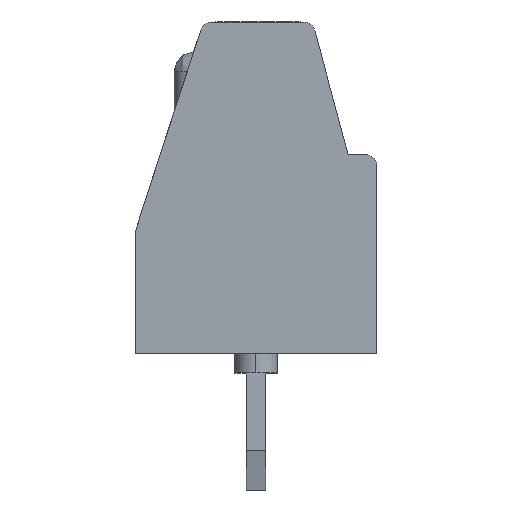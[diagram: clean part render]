
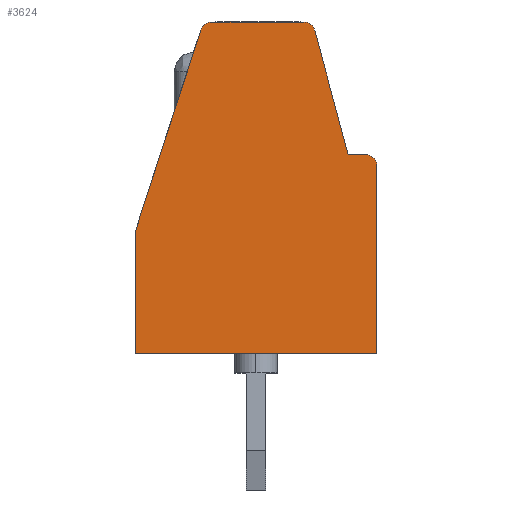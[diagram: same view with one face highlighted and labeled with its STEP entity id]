
A CAD part, left-side view. The second image highlights one B-rep face of the part: STEP entity #3624.
In plain terms, the highlighted planar face has unit normal (-1, 0, 0).
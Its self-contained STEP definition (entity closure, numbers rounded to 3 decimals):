
#10 = ORIENTED_EDGE ( 'NONE', *, *, #4076, .F. ) ;
#114 = CARTESIAN_POINT ( 'NONE',  ( -6.58, -1.22, 8.5 ) ) ;
#124 = CARTESIAN_POINT ( 'NONE',  ( -6.58, 3.1, 3.114 ) ) ;
#321 = DIRECTION ( 'NONE',  ( 1., 0., 0. ) ) ;
#365 = CARTESIAN_POINT ( 'NONE',  ( -6.58, -1.22, 8.2 ) ) ;
#549 = EDGE_CURVE ( 'NONE', #5773, #7038, #7754, .T. ) ;
#557 = VECTOR ( 'NONE', #8183, 1000. ) ;
#570 = CIRCLE ( 'NONE', #3181, 0.3 ) ;
#639 = CARTESIAN_POINT ( 'NONE',  ( -6.58, -2.361, 5.1 ) ) ;
#875 = VERTEX_POINT ( 'NONE', #6321 ) ;
#1099 = DIRECTION ( 'NONE',  ( 0., 1., 0. ) ) ;
#1190 = DIRECTION ( 'NONE',  ( 1., 0., 0. ) ) ;
#1834 = DIRECTION ( 'NONE',  ( 0., -0.309, 0.951 ) ) ;
#2015 = EDGE_CURVE ( 'NONE', #8404, #3522, #3965, .T. ) ;
#2077 = EDGE_CURVE ( 'NONE', #2712, #2496, #5803, .T. ) ;
#2172 = CARTESIAN_POINT ( 'NONE',  ( -6.58, -3.1, 0. ) ) ;
#2177 = CARTESIAN_POINT ( 'NONE',  ( -6.58, -3.1, -6.451 ) ) ;
#2384 = VECTOR ( 'NONE', #2574, 1000. ) ;
#2496 = VERTEX_POINT ( 'NONE', #8233 ) ;
#2567 = CIRCLE ( 'NONE', #7515, 0.3 ) ;
#2574 = DIRECTION ( 'NONE',  ( 0., -0.259, -0.966 ) ) ;
#2591 = CIRCLE ( 'NONE', #5747, 0.3 ) ;
#2643 = VECTOR ( 'NONE', #2864, 1000. ) ;
#2712 = VERTEX_POINT ( 'NONE', #2172 ) ;
#2749 = VERTEX_POINT ( 'NONE', #8750 ) ;
#2814 = PLANE ( 'NONE',  #4687 ) ;
#2864 = DIRECTION ( 'NONE',  ( 0., 0., 1. ) ) ;
#2888 = CARTESIAN_POINT ( 'NONE',  ( -6.58, 21.223, -6.451 ) ) ;
#3098 = EDGE_CURVE ( 'NONE', #875, #5773, #4185, .T. ) ;
#3181 = AXIS2_PLACEMENT_3D ( 'NONE', #365, #1190, #7039 ) ;
#3322 = CARTESIAN_POINT ( 'NONE',  ( -6.58, 1.132, 8.2 ) ) ;
#3401 = CARTESIAN_POINT ( 'NONE',  ( -6.58, 1.132, 8.5 ) ) ;
#3522 = VERTEX_POINT ( 'NONE', #114 ) ;
#3624 = ADVANCED_FACE ( 'NONE', ( #4310 ), #2814, .F. ) ;
#3965 = LINE ( 'NONE', #10402, #9610 ) ;
#4004 = VECTOR ( 'NONE', #1834, 1000. ) ;
#4012 = CARTESIAN_POINT ( 'NONE',  ( -6.58, 3.1, 3.114 ) ) ;
#4076 = EDGE_CURVE ( 'NONE', #2749, #8404, #2591, .T. ) ;
#4150 = ORIENTED_EDGE ( 'NONE', *, *, #3098, .F. ) ;
#4185 = LINE ( 'NONE', #10264, #2384 ) ;
#4310 = FACE_OUTER_BOUND ( 'NONE', #8929, .T. ) ;
#4511 = CARTESIAN_POINT ( 'NONE',  ( -6.58, -3.1, 4.8 ) ) ;
#4687 = AXIS2_PLACEMENT_3D ( 'NONE', #2888, #9517, #1099 ) ;
#4713 = VERTEX_POINT ( 'NONE', #4012 ) ;
#5117 = EDGE_CURVE ( 'NONE', #3522, #875, #570, .T. ) ;
#5503 = VECTOR ( 'NONE', #6443, 1000. ) ;
#5625 = CARTESIAN_POINT ( 'NONE',  ( -6.58, -2.361, 5.1 ) ) ;
#5747 = AXIS2_PLACEMENT_3D ( 'NONE', #3322, #7572, #9198 ) ;
#5773 = VERTEX_POINT ( 'NONE', #639 ) ;
#5803 = LINE ( 'NONE', #7318, #557 ) ;
#6321 = CARTESIAN_POINT ( 'NONE',  ( -6.58, -1.51, 8.278 ) ) ;
#6443 = DIRECTION ( 'NONE',  ( 0., -1., 0. ) ) ;
#7032 = ORIENTED_EDGE ( 'NONE', *, *, #2077, .F. ) ;
#7038 = VERTEX_POINT ( 'NONE', #7793 ) ;
#7039 = DIRECTION ( 'NONE',  ( 0., -1., 0. ) ) ;
#7208 = DIRECTION ( 'NONE',  ( 0., 0., -1. ) ) ;
#7318 = CARTESIAN_POINT ( 'NONE',  ( -6.58, -2.54, 0. ) ) ;
#7515 = AXIS2_PLACEMENT_3D ( 'NONE', #8701, #321, #7841 ) ;
#7572 = DIRECTION ( 'NONE',  ( 1., 0., 0. ) ) ;
#7576 = ORIENTED_EDGE ( 'NONE', *, *, #2015, .F. ) ;
#7593 = ORIENTED_EDGE ( 'NONE', *, *, #7981, .F. ) ;
#7600 = ORIENTED_EDGE ( 'NONE', *, *, #7844, .F. ) ;
#7754 = LINE ( 'NONE', #5625, #5503 ) ;
#7793 = CARTESIAN_POINT ( 'NONE',  ( -6.58, -2.8, 5.1 ) ) ;
#7839 = VECTOR ( 'NONE', #7208, 1000. ) ;
#7841 = DIRECTION ( 'NONE',  ( 0., -1., 0. ) ) ;
#7844 = EDGE_CURVE ( 'NONE', #4713, #2749, #8338, .T. ) ;
#7981 = EDGE_CURVE ( 'NONE', #7038, #10445, #2567, .T. ) ;
#8183 = DIRECTION ( 'NONE',  ( 0., 1., 0. ) ) ;
#8229 = ORIENTED_EDGE ( 'NONE', *, *, #5117, .F. ) ;
#8233 = CARTESIAN_POINT ( 'NONE',  ( -6.58, 3.1, 0. ) ) ;
#8338 = LINE ( 'NONE', #124, #4004 ) ;
#8377 = ORIENTED_EDGE ( 'NONE', *, *, #10646, .F. ) ;
#8404 = VERTEX_POINT ( 'NONE', #3401 ) ;
#8701 = CARTESIAN_POINT ( 'NONE',  ( -6.58, -2.8, 4.8 ) ) ;
#8750 = CARTESIAN_POINT ( 'NONE',  ( -6.58, 1.417, 8.293 ) ) ;
#8766 = DIRECTION ( 'NONE',  ( 0., -1., 0. ) ) ;
#8813 = CARTESIAN_POINT ( 'NONE',  ( -6.58, 3.1, -6.451 ) ) ;
#8929 = EDGE_LOOP ( 'NONE', ( #7593, #9118, #4150, #8229, #7576, #10, #7600, #9414, #7032, #8377 ) ) ;
#9118 = ORIENTED_EDGE ( 'NONE', *, *, #549, .F. ) ;
#9198 = DIRECTION ( 'NONE',  ( 0., -1., 0. ) ) ;
#9337 = LINE ( 'NONE', #8813, #2643 ) ;
#9414 = ORIENTED_EDGE ( 'NONE', *, *, #9764, .F. ) ;
#9517 = DIRECTION ( 'NONE',  ( 1., 0., 0. ) ) ;
#9610 = VECTOR ( 'NONE', #8766, 1000. ) ;
#9764 = EDGE_CURVE ( 'NONE', #2496, #4713, #9337, .T. ) ;
#10065 = LINE ( 'NONE', #2177, #7839 ) ;
#10264 = CARTESIAN_POINT ( 'NONE',  ( -6.58, -1.51, 8.278 ) ) ;
#10402 = CARTESIAN_POINT ( 'NONE',  ( -6.58, 21.223, 8.5 ) ) ;
#10445 = VERTEX_POINT ( 'NONE', #4511 ) ;
#10646 = EDGE_CURVE ( 'NONE', #10445, #2712, #10065, .T. ) ;
